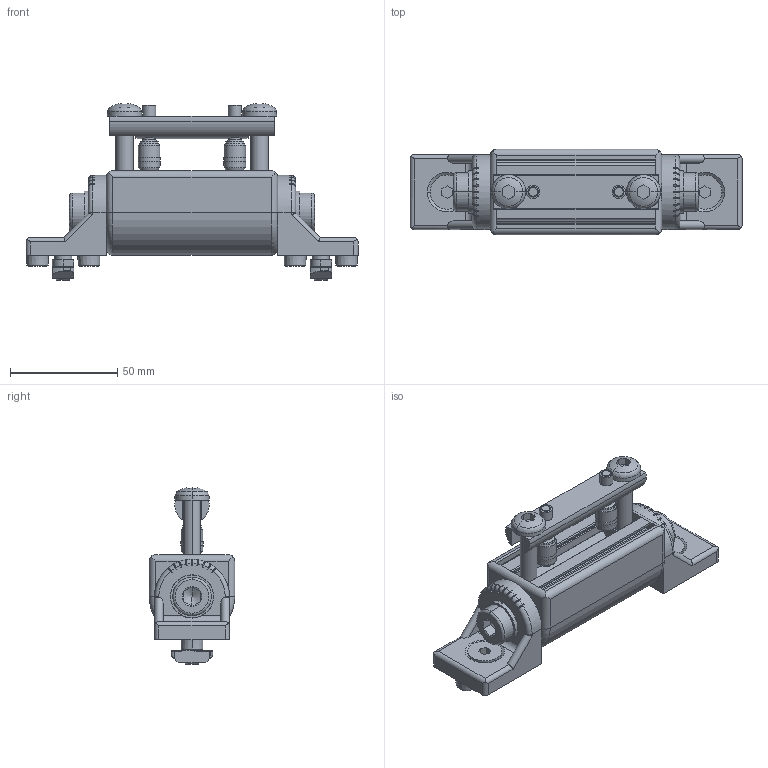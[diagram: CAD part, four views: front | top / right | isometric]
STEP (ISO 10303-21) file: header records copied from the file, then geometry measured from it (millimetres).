
FILE_DESCRIPTION(('STEP AP214'),'1');
FILE_NAME('cctmp_1431016A-DEDB-4AE5-8C97-73D1A6589D90_2020_1_13_16_14_17_778..stp','2020-01-13T15:14:18',('Bosch Rexroth AG'),('CADClick - www.CADClick.com'),'Spatial InterOp 3D',' ','unknown authorization - (Healing Option Enabled)');
FILE_SCHEMA(('AUTOMOTIVE_DESIGN'));
Length unit declared in the file: millimetre
Products named in the file (1): 1
Bounding box: 155 x 40 x 82.18 mm (x, y, z)
Volume: 141010.5 mm3; surface area: 52825.6 mm2
Topology: 3 solids, 24 shells, 1488 faces, 4010 edges, 2590 vertices
Faces by surface type: plane 797, cylinder 473, cone 180, torus 38
Entity records: 61078 total; most frequent: CARTESIAN_POINT 10519, DIRECTION 8598, ORIENTED_EDGE 8016, EDGE_CURVE 4008, AXIS2_PLACEMENT_3D 3277, VERTEX_POINT 2590, LINE 2044, VECTOR 2044
